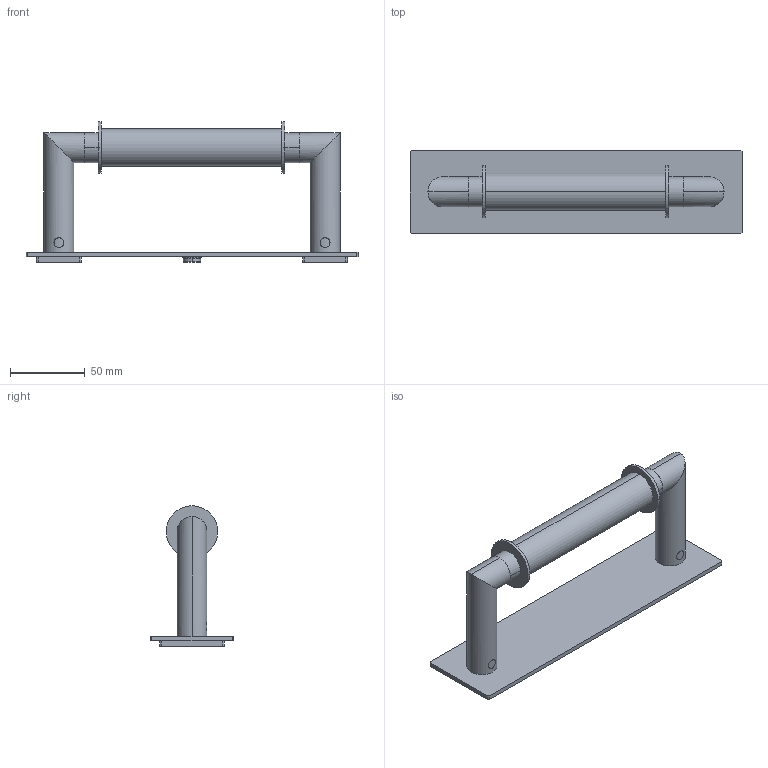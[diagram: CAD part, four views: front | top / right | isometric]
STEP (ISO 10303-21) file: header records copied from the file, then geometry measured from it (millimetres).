
FILE_DESCRIPTION((''),'2;1');
FILE_NAME('2808','2022-02-14T13:16:18',('jinson.thomas'),(''),'CREO PARAMETRIC BY PTC INC, 2018400','CREO PARAMETRIC BY PTC INC, 2018400','');
FILE_SCHEMA(('CONFIG_CONTROL_DESIGN'));
Length unit declared in the file: inch
Products named in the file (1): 2808
Bounding box: 221.8 x 56 x 93.82 mm (x, y, z)
Volume: 134346 mm3; surface area: 63450.1 mm2
Topology: 1 solids, 2 shells, 114 faces, 246 edges, 158 vertices
Faces by surface type: cylinder 56, plane 40, cone 10, torus 8
Entity records: 3822 total; most frequent: CARTESIAN_POINT 1234, DIRECTION 560, ORIENTED_EDGE 492, EDGE_CURVE 246, AXIS2_PLACEMENT_3D 224, VERTEX_POINT 158, EDGE_LOOP 136, FACE_OUTER_BOUND 114
